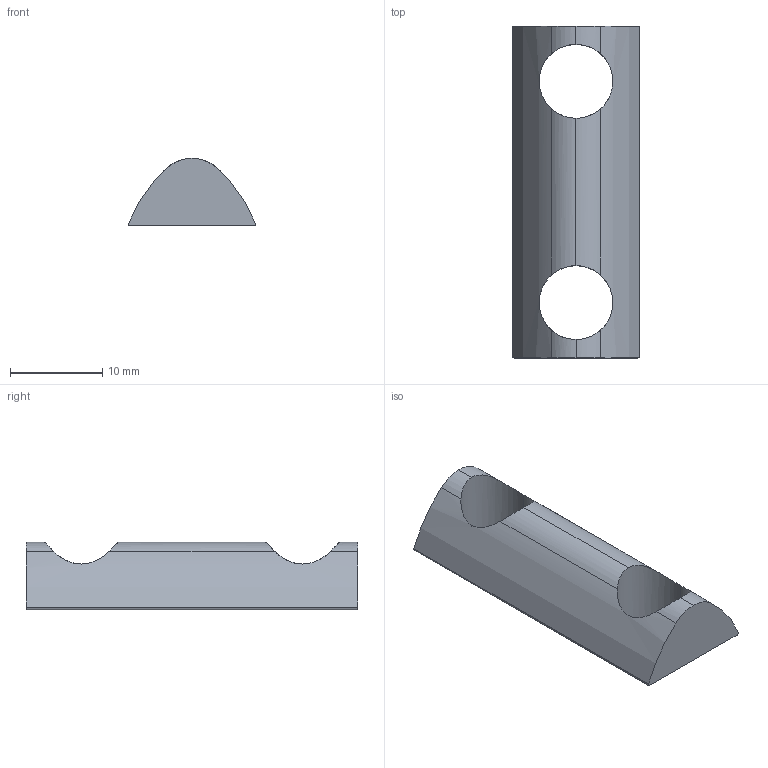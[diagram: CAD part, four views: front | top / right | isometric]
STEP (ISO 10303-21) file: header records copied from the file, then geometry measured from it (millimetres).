
FILE_DESCRIPTION (( 'STEP AP203' ), '1' );
FILE_NAME ('282200150_c_1.STEP', '2023-01-15T04:26:15', ( '' ), ( '' ), 'SwSTEP 2.0', 'SolidWorks 2014', '' );
FILE_SCHEMA (( 'CONFIG_CONTROL_DESIGN' ));
Length unit declared in the file: millimetre
Products named in the file (1): 282200150_c_1
Bounding box: 13.8 x 36 x 7.3 mm (x, y, z)
Volume: 1809.4 mm3; surface area: 1483.7 mm2
Topology: 1 solids, 1 shells, 17 faces, 51 edges, 34 vertices
Faces by surface type: cylinder 14, plane 3
Entity records: 738 total; most frequent: CARTESIAN_POINT 215, ORIENTED_EDGE 102, DIRECTION 87, EDGE_CURVE 51, AXIS2_PLACEMENT_3D 34, VERTEX_POINT 34, LINE 19, EDGE_LOOP 19
